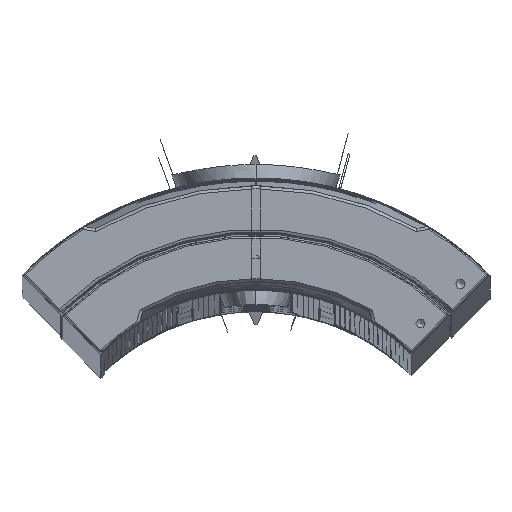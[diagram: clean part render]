
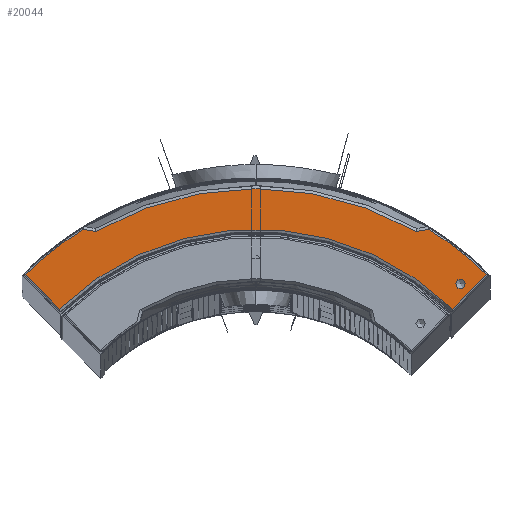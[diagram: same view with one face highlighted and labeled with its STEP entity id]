
A CAD part, top view. The second image highlights one B-rep face of the part: STEP entity #20044.
In plain terms, the highlighted planar face has unit normal (0, 0, 1).
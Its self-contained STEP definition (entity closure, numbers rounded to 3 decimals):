
#18419=FACE_BOUND('',#31949,.T.);
#18420=FACE_BOUND('',#31950,.T.);
#20044=ADVANCED_FACE('',(#18419,#18420),#24114,.T.);
#24114=PLANE('',#80698);
#31949=EDGE_LOOP('',(#41030));
#31950=EDGE_LOOP('',(#41031,#41032,#41033,#41034,#41035,#41036,#41037,#41038));
#41030=ORIENTED_EDGE('',*,*,#67005,.T.);
#41031=ORIENTED_EDGE('',*,*,#67006,.T.);
#41032=ORIENTED_EDGE('',*,*,#67007,.T.);
#41033=ORIENTED_EDGE('',*,*,#67008,.T.);
#41034=ORIENTED_EDGE('',*,*,#67009,.T.);
#41035=ORIENTED_EDGE('',*,*,#67010,.T.);
#41036=ORIENTED_EDGE('',*,*,#67011,.T.);
#41037=ORIENTED_EDGE('',*,*,#67012,.T.);
#41038=ORIENTED_EDGE('',*,*,#67013,.T.);
#59299=VERTEX_POINT('',#154482);
#59300=VERTEX_POINT('',#154484);
#59301=VERTEX_POINT('',#154485);
#59302=VERTEX_POINT('',#154487);
#59303=VERTEX_POINT('',#154489);
#59304=VERTEX_POINT('',#154491);
#59305=VERTEX_POINT('',#154493);
#59306=VERTEX_POINT('',#154495);
#59307=VERTEX_POINT('',#154497);
#67005=EDGE_CURVE('',#59299,#59299,#79331,.T.);
#67006=EDGE_CURVE('',#59300,#59301,#79332,.T.);
#67007=EDGE_CURVE('',#59301,#59302,#75911,.T.);
#67008=EDGE_CURVE('',#59302,#59303,#79333,.T.);
#67009=EDGE_CURVE('',#59303,#59304,#75912,.T.);
#67010=EDGE_CURVE('',#59304,#59305,#79334,.T.);
#67011=EDGE_CURVE('',#59305,#59306,#75913,.T.);
#67012=EDGE_CURVE('',#59306,#59307,#79335,.T.);
#67013=EDGE_CURVE('',#59307,#59300,#75914,.T.);
#75911=LINE('',#154486,#77689);
#75912=LINE('',#154490,#77690);
#75913=LINE('',#154494,#77691);
#75914=LINE('',#154498,#77692);
#77689=VECTOR('',#86337,1.);
#77690=VECTOR('',#86340,1.);
#77691=VECTOR('',#86343,1.);
#77692=VECTOR('',#86346,1.);
#79331=CIRCLE('',#80693,1.65);
#79332=CIRCLE('',#80694,112.166);
#79333=CIRCLE('',#80695,109.37);
#79334=CIRCLE('',#80696,112.166);
#79335=CIRCLE('',#80697,95.613);
#80693=AXIS2_PLACEMENT_3D('',#154481,#86333,#86334);
#80694=AXIS2_PLACEMENT_3D('',#154483,#86335,#86336);
#80695=AXIS2_PLACEMENT_3D('',#154488,#86338,#86339);
#80696=AXIS2_PLACEMENT_3D('',#154492,#86341,#86342);
#80697=AXIS2_PLACEMENT_3D('',#154496,#86344,#86345);
#80698=AXIS2_PLACEMENT_3D('',#154499,#86347,#86348);
#86333=DIRECTION('',(0.,0.,-1.));
#86334=DIRECTION('',(-1.,0.,0.));
#86335=DIRECTION('',(0.,0.,1.));
#86336=DIRECTION('',(1.,0.,0.));
#86337=DIRECTION('',(-0.984,-0.178,0.));
#86338=DIRECTION('',(0.,0.,1.));
#86339=DIRECTION('',(1.,0.,0.));
#86340=DIRECTION('',(-0.984,0.178,0.));
#86341=DIRECTION('',(0.,0.,1.));
#86342=DIRECTION('',(1.,0.,0.));
#86343=DIRECTION('',(0.707,-0.707,0.));
#86344=DIRECTION('',(0.,0.,-1.));
#86345=DIRECTION('',(1.,0.,0.));
#86346=DIRECTION('',(0.707,0.707,0.));
#86347=DIRECTION('',(0.,0.,1.));
#86348=DIRECTION('',(1.,0.,0.));
#154481=CARTESIAN_POINT('',(69.537,76.958,161.713));
#154482=CARTESIAN_POINT('',(67.887,76.958,161.713));
#154483=CARTESIAN_POINT('',(0.,0.,161.713));
#154484=CARTESIAN_POINT('',(78.511,80.108,161.713));
#154485=CARTESIAN_POINT('',(58.728,95.563,161.713));
#154486=CARTESIAN_POINT('',(54.896,94.868,161.713));
#154487=CARTESIAN_POINT('',(54.537,94.803,161.713));
#154488=CARTESIAN_POINT('',(0.,0.,161.713));
#154489=CARTESIAN_POINT('',(-54.537,94.803,161.713));
#154490=CARTESIAN_POINT('',(14.91,82.207,161.713));
#154491=CARTESIAN_POINT('',(-58.728,95.563,161.713));
#154492=CARTESIAN_POINT('',(0.,0.,161.713));
#154493=CARTESIAN_POINT('',(-78.511,80.108,161.713));
#154494=CARTESIAN_POINT('',(0.798,0.798,161.713));
#154495=CARTESIAN_POINT('',(-66.806,68.402,161.713));
#154496=CARTESIAN_POINT('',(0.,0.,161.713));
#154497=CARTESIAN_POINT('',(66.806,68.402,161.713));
#154498=CARTESIAN_POINT('',(-0.798,0.798,161.713));
#154499=CARTESIAN_POINT('',(0.,0.,161.713));
